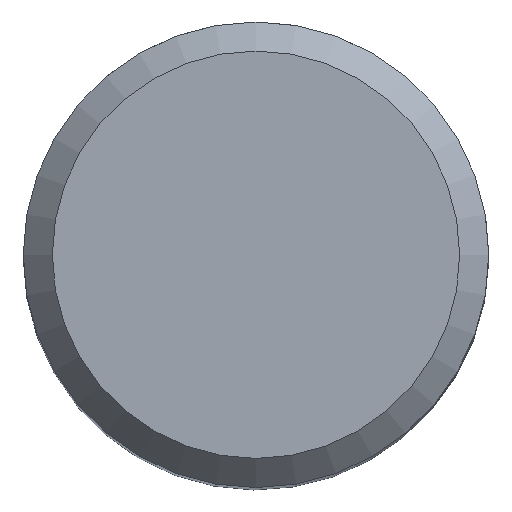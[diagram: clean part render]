
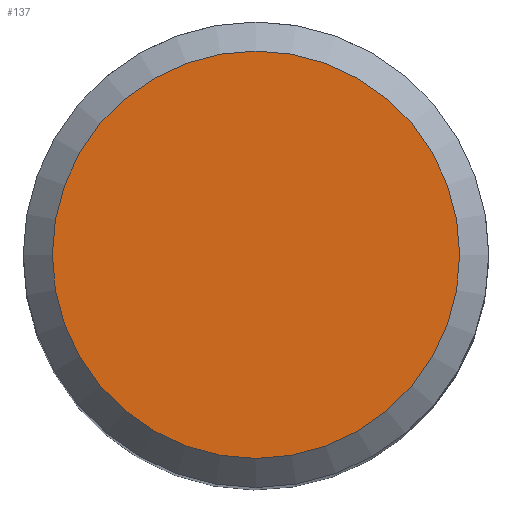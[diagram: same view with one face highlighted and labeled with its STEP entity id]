
A CAD part, top view. The second image highlights one B-rep face of the part: STEP entity #137.
In plain terms, the highlighted planar face has unit normal (0, 0, 1).
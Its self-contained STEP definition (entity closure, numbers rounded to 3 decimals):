
#118=PLANE('',#381);
#123=FACE_OUTER_BOUND('',#190,.T.);
#137=ADVANCED_FACE('',(#123),#118,.F.);
#190=EDGE_LOOP('',(#218));
#218=ORIENTED_EDGE('',*,*,#262,.F.);
#245=VERTEX_POINT('',#521);
#262=EDGE_CURVE('',#245,#245,#280,.T.);
#280=CIRCLE('',#380,6.997);
#380=AXIS2_PLACEMENT_3D('',#520,#446,#447);
#381=AXIS2_PLACEMENT_3D('',#522,#448,#449);
#446=DIRECTION('',(0.,0.,-1.));
#447=DIRECTION('',(-1.,0.,0.));
#448=DIRECTION('',(0.,0.,-1.));
#449=DIRECTION('',(-1.,0.,0.));
#520=CARTESIAN_POINT('',(0.,0.,23.513));
#521=CARTESIAN_POINT('',(-6.997,0.,23.513));
#522=CARTESIAN_POINT('',(0.,0.,23.513));
